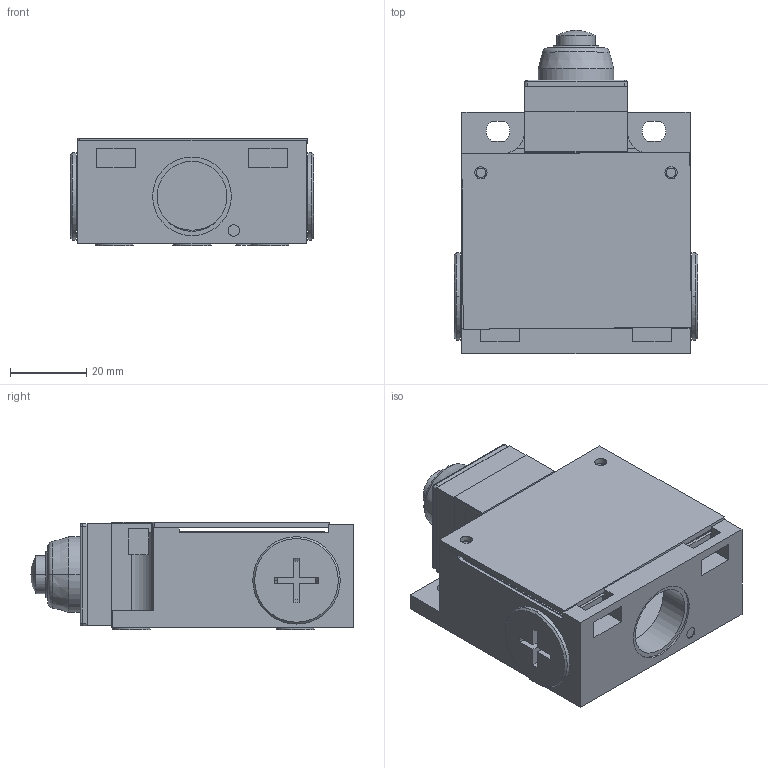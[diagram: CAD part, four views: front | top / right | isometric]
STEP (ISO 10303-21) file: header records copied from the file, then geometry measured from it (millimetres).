
FILE_DESCRIPTION(('STEP AP242'),'1');
FILE_NAME('switch_xckm110.stp','2019-07-16T11:12:24',('TraceParts'),('TraceParts S.A.'),'Spatial InterOp 3D',' ',' ');
FILE_SCHEMA(('AP242_MANAGED_MODEL_BASED_3D_ENGINEERING_MIM_LF {1 0 10303 442 1 1 4}'));
Length unit declared in the file: millimetre
Products named in the file (1): switch_xckm110_1
Bounding box: 64 x 84.97 x 28.3 mm (x, y, z)
Volume: 48415.5 mm3; surface area: 42619 mm2
Topology: 12 solids, 16 shells, 688 faces, 1789 edges, 1152 vertices
Faces by surface type: plane 314, cylinder 219, torus 79, cone 66, bspline 8, sphere 2
Entity records: 21818 total; most frequent: CARTESIAN_POINT 4473, DIRECTION 3754, ORIENTED_EDGE 3554, EDGE_CURVE 1777, AXIS2_PLACEMENT_3D 1392, VERTEX_POINT 1152, LINE 970, VECTOR 970
